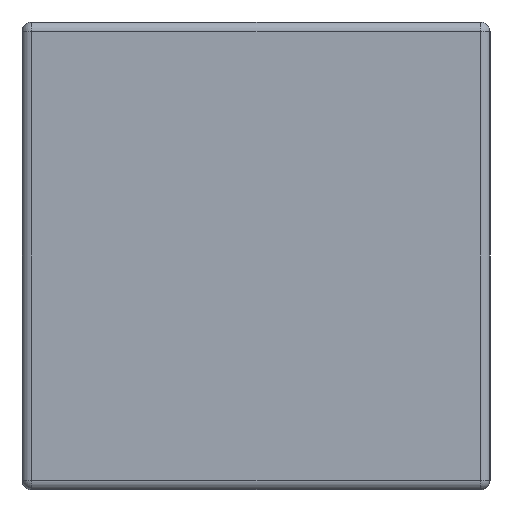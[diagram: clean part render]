
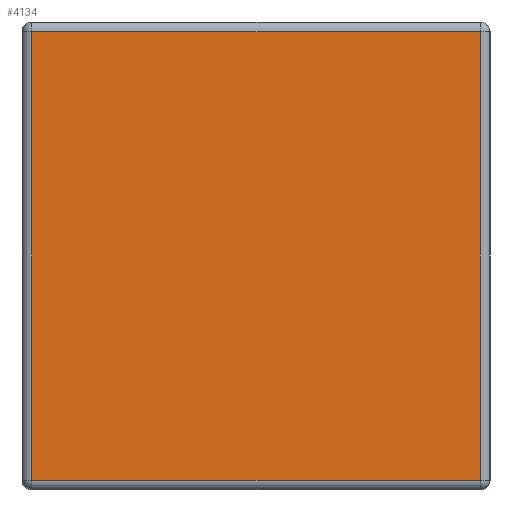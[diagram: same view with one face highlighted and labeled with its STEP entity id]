
A CAD part, left-side view. The second image highlights one B-rep face of the part: STEP entity #4134.
In plain terms, the highlighted planar face has unit normal (-1, 0, 0).
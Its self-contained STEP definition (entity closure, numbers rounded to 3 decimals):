
#64 = ORIENTED_EDGE ( 'NONE', *, *, #4449, .T. ) ;
#116 = CARTESIAN_POINT ( 'NONE',  ( 0., 0., 0. ) ) ;
#311 = DIRECTION ( 'NONE',  ( 0., -1., 0. ) ) ;
#416 = VECTOR ( 'NONE', #311, 1000. ) ;
#448 = EDGE_CURVE ( 'NONE', #1772, #610, #1055, .T. ) ;
#512 = ORIENTED_EDGE ( 'NONE', *, *, #448, .T. ) ;
#537 = DIRECTION ( 'NONE',  ( 0., 0., -1. ) ) ;
#610 = VERTEX_POINT ( 'NONE', #3221 ) ;
#622 = CARTESIAN_POINT ( 'NONE',  ( 0., 0.93, -0.02 ) ) ;
#635 = CARTESIAN_POINT ( 'NONE',  ( 0., 0., -0.93 ) ) ;
#717 = AXIS2_PLACEMENT_3D ( 'NONE', #116, #808, #1871 ) ;
#728 = CARTESIAN_POINT ( 'NONE',  ( 0., 0.93, -0.95 ) ) ;
#804 = DIRECTION ( 'NONE',  ( 0., 0., 1. ) ) ;
#808 = DIRECTION ( 'NONE',  ( -1., 0., 0. ) ) ;
#1055 = LINE ( 'NONE', #728, #3599 ) ;
#1326 = VECTOR ( 'NONE', #804, 1000. ) ;
#1550 = PLANE ( 'NONE',  #717 ) ;
#1772 = VERTEX_POINT ( 'NONE', #622 ) ;
#1800 = VERTEX_POINT ( 'NONE', #2067 ) ;
#1871 = DIRECTION ( 'NONE',  ( 0., 0., 1. ) ) ;
#2067 = CARTESIAN_POINT ( 'NONE',  ( 0., 0.02, -0.93 ) ) ;
#2209 = FACE_OUTER_BOUND ( 'NONE', #2740, .T. ) ;
#2418 = EDGE_CURVE ( 'NONE', #3857, #1772, #4499, .T. ) ;
#2441 = LINE ( 'NONE', #635, #416 ) ;
#2539 = CARTESIAN_POINT ( 'NONE',  ( 0., 0.02, 0. ) ) ;
#2740 = EDGE_LOOP ( 'NONE', ( #3661, #64, #4395, #512 ) ) ;
#3221 = CARTESIAN_POINT ( 'NONE',  ( 0., 0.93, -0.93 ) ) ;
#3297 = VECTOR ( 'NONE', #3342, 1000. ) ;
#3332 = LINE ( 'NONE', #2539, #1326 ) ;
#3342 = DIRECTION ( 'NONE',  ( 0., 1., 0. ) ) ;
#3599 = VECTOR ( 'NONE', #537, 1000. ) ;
#3661 = ORIENTED_EDGE ( 'NONE', *, *, #3784, .T. ) ;
#3784 = EDGE_CURVE ( 'NONE', #610, #1800, #2441, .T. ) ;
#3857 = VERTEX_POINT ( 'NONE', #3869 ) ;
#3869 = CARTESIAN_POINT ( 'NONE',  ( 0., 0.02, -0.02 ) ) ;
#4103 = CARTESIAN_POINT ( 'NONE',  ( 0., 0.95, -0.02 ) ) ;
#4134 = ADVANCED_FACE ( 'NONE', ( #2209 ), #1550, .T. ) ;
#4395 = ORIENTED_EDGE ( 'NONE', *, *, #2418, .T. ) ;
#4449 = EDGE_CURVE ( 'NONE', #1800, #3857, #3332, .T. ) ;
#4499 = LINE ( 'NONE', #4103, #3297 ) ;
